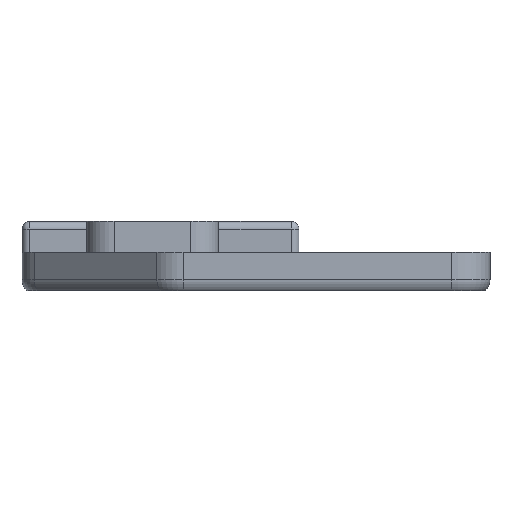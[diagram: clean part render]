
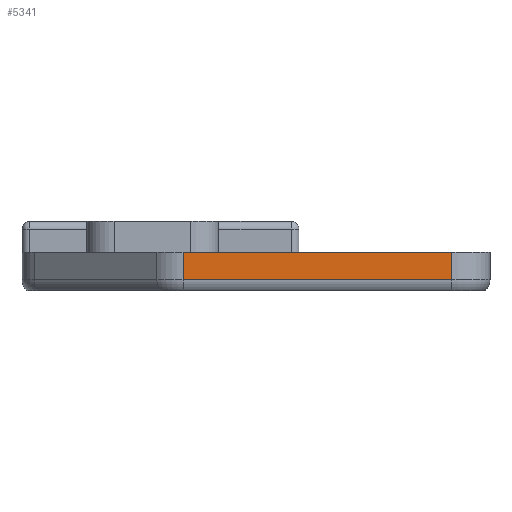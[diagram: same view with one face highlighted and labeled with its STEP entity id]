
A CAD part, left-side view. The second image highlights one B-rep face of the part: STEP entity #5341.
In plain terms, the highlighted planar face has unit normal (-1, 0, 0).
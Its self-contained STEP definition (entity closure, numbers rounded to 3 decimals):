
#544 = CYLINDRICAL_SURFACE('',#545,2.);
#545 = AXIS2_PLACEMENT_3D('',#546,#547,#548);
#546 = CARTESIAN_POINT('',(-58.,40.,1.41));
#547 = DIRECTION('',(0.,-1.,0.));
#548 = DIRECTION('',(0.,0.,-1.));
#2816 = VERTEX_POINT('',#2817);
#2817 = CARTESIAN_POINT('',(-60.,40.,1.41));
#2854 = CYLINDRICAL_SURFACE('',#2855,5.);
#2855 = AXIS2_PLACEMENT_3D('',#2856,#2857,#2858);
#2856 = CARTESIAN_POINT('',(-55.,40.,-0.59));
#2857 = DIRECTION('',(0.,-0.,-1.));
#2858 = DIRECTION('',(-1.,0.,0.));
#2872 = EDGE_CURVE('',#2816,#2873,#2875,.T.);
#2873 = VERTEX_POINT('',#2874);
#2874 = CARTESIAN_POINT('',(-60.,5.,1.41));
#2875 = SURFACE_CURVE('',#2876,(#2880,#2887),.PCURVE_S1.);
#2876 = LINE('',#2877,#2878);
#2877 = CARTESIAN_POINT('',(-60.,40.,1.41));
#2878 = VECTOR('',#2879,1.);
#2879 = DIRECTION('',(0.,-1.,0.));
#2880 = PCURVE('',#544,#2881);
#2881 = DEFINITIONAL_REPRESENTATION('',(#2882),#2886);
#2882 = LINE('',#2883,#2884);
#2883 = CARTESIAN_POINT('',(-1.571,0.));
#2884 = VECTOR('',#2885,1.);
#2885 = DIRECTION('',(-0.,1.));
#2886 = ( GEOMETRIC_REPRESENTATION_CONTEXT(2) 
PARAMETRIC_REPRESENTATION_CONTEXT() REPRESENTATION_CONTEXT('2D SPACE',''
  ) );
#2887 = PCURVE('',#2888,#2893);
#2888 = PLANE('',#2889);
#2889 = AXIS2_PLACEMENT_3D('',#2890,#2891,#2892);
#2890 = CARTESIAN_POINT('',(-60.,22.5,2.205));
#2891 = DIRECTION('',(-1.,0.,0.));
#2892 = DIRECTION('',(0.,-1.,0.));
#2893 = DEFINITIONAL_REPRESENTATION('',(#2894),#2898);
#2894 = LINE('',#2895,#2896);
#2895 = CARTESIAN_POINT('',(-17.5,-0.795));
#2896 = VECTOR('',#2897,1.);
#2897 = DIRECTION('',(1.,-0.));
#2898 = ( GEOMETRIC_REPRESENTATION_CONTEXT(2) 
PARAMETRIC_REPRESENTATION_CONTEXT() REPRESENTATION_CONTEXT('2D SPACE',''
  ) );
#2965 = CYLINDRICAL_SURFACE('',#2966,5.);
#2966 = AXIS2_PLACEMENT_3D('',#2967,#2968,#2969);
#2967 = CARTESIAN_POINT('',(-55.,5.,-0.59));
#2968 = DIRECTION('',(0.,-0.,-1.));
#2969 = DIRECTION('',(-1.,0.,0.));
#5128 = PLANE('',#5129);
#5129 = AXIS2_PLACEMENT_3D('',#5130,#5131,#5132);
#5130 = CARTESIAN_POINT('',(-32.703,28.153,
    5.));
#5131 = DIRECTION('',(0.,0.,1.));
#5132 = DIRECTION('',(1.,0.,0.));
#5293 = EDGE_CURVE('',#2816,#5294,#5296,.T.);
#5294 = VERTEX_POINT('',#5295);
#5295 = CARTESIAN_POINT('',(-60.,40.,5.));
#5296 = SURFACE_CURVE('',#5297,(#5301,#5308),.PCURVE_S1.);
#5297 = LINE('',#5298,#5299);
#5298 = CARTESIAN_POINT('',(-60.,40.,-0.59));
#5299 = VECTOR('',#5300,1.);
#5300 = DIRECTION('',(0.,0.,1.));
#5301 = PCURVE('',#2854,#5302);
#5302 = DEFINITIONAL_REPRESENTATION('',(#5303),#5307);
#5303 = LINE('',#5304,#5305);
#5304 = CARTESIAN_POINT('',(0.,0.));
#5305 = VECTOR('',#5306,1.);
#5306 = DIRECTION('',(0.,-1.));
#5307 = ( GEOMETRIC_REPRESENTATION_CONTEXT(2) 
PARAMETRIC_REPRESENTATION_CONTEXT() REPRESENTATION_CONTEXT('2D SPACE',''
  ) );
#5308 = PCURVE('',#2888,#5309);
#5309 = DEFINITIONAL_REPRESENTATION('',(#5310),#5314);
#5310 = LINE('',#5311,#5312);
#5311 = CARTESIAN_POINT('',(-17.5,-2.795));
#5312 = VECTOR('',#5313,1.);
#5313 = DIRECTION('',(-0.,1.));
#5314 = ( GEOMETRIC_REPRESENTATION_CONTEXT(2) 
PARAMETRIC_REPRESENTATION_CONTEXT() REPRESENTATION_CONTEXT('2D SPACE',''
  ) );
#5341 = ADVANCED_FACE('',(#5342),#2888,.T.);
#5342 = FACE_BOUND('',#5343,.F.);
#5343 = EDGE_LOOP('',(#5344,#5345,#5368,#5389));
#5344 = ORIENTED_EDGE('',*,*,#5293,.T.);
#5345 = ORIENTED_EDGE('',*,*,#5346,.T.);
#5346 = EDGE_CURVE('',#5294,#5347,#5349,.T.);
#5347 = VERTEX_POINT('',#5348);
#5348 = CARTESIAN_POINT('',(-60.,5.,5.));
#5349 = SURFACE_CURVE('',#5350,(#5354,#5361),.PCURVE_S1.);
#5350 = LINE('',#5351,#5352);
#5351 = CARTESIAN_POINT('',(-60.,40.,5.));
#5352 = VECTOR('',#5353,1.);
#5353 = DIRECTION('',(0.,-1.,0.));
#5354 = PCURVE('',#2888,#5355);
#5355 = DEFINITIONAL_REPRESENTATION('',(#5356),#5360);
#5356 = LINE('',#5357,#5358);
#5357 = CARTESIAN_POINT('',(-17.5,2.795));
#5358 = VECTOR('',#5359,1.);
#5359 = DIRECTION('',(1.,-0.));
#5360 = ( GEOMETRIC_REPRESENTATION_CONTEXT(2) 
PARAMETRIC_REPRESENTATION_CONTEXT() REPRESENTATION_CONTEXT('2D SPACE',''
  ) );
#5361 = PCURVE('',#5128,#5362);
#5362 = DEFINITIONAL_REPRESENTATION('',(#5363),#5367);
#5363 = LINE('',#5364,#5365);
#5364 = CARTESIAN_POINT('',(-27.297,11.847));
#5365 = VECTOR('',#5366,1.);
#5366 = DIRECTION('',(-0.,-1.));
#5367 = ( GEOMETRIC_REPRESENTATION_CONTEXT(2) 
PARAMETRIC_REPRESENTATION_CONTEXT() REPRESENTATION_CONTEXT('2D SPACE',''
  ) );
#5368 = ORIENTED_EDGE('',*,*,#5369,.F.);
#5369 = EDGE_CURVE('',#2873,#5347,#5370,.T.);
#5370 = SURFACE_CURVE('',#5371,(#5375,#5382),.PCURVE_S1.);
#5371 = LINE('',#5372,#5373);
#5372 = CARTESIAN_POINT('',(-60.,5.,1.6));
#5373 = VECTOR('',#5374,1.);
#5374 = DIRECTION('',(0.,0.,1.));
#5375 = PCURVE('',#2888,#5376);
#5376 = DEFINITIONAL_REPRESENTATION('',(#5377),#5381);
#5377 = LINE('',#5378,#5379);
#5378 = CARTESIAN_POINT('',(17.5,-0.605));
#5379 = VECTOR('',#5380,1.);
#5380 = DIRECTION('',(-0.,1.));
#5381 = ( GEOMETRIC_REPRESENTATION_CONTEXT(2) 
PARAMETRIC_REPRESENTATION_CONTEXT() REPRESENTATION_CONTEXT('2D SPACE',''
  ) );
#5382 = PCURVE('',#2965,#5383);
#5383 = DEFINITIONAL_REPRESENTATION('',(#5384),#5388);
#5384 = LINE('',#5385,#5386);
#5385 = CARTESIAN_POINT('',(6.283,-2.19));
#5386 = VECTOR('',#5387,1.);
#5387 = DIRECTION('',(0.,-1.));
#5388 = ( GEOMETRIC_REPRESENTATION_CONTEXT(2) 
PARAMETRIC_REPRESENTATION_CONTEXT() REPRESENTATION_CONTEXT('2D SPACE',''
  ) );
#5389 = ORIENTED_EDGE('',*,*,#2872,.F.);
